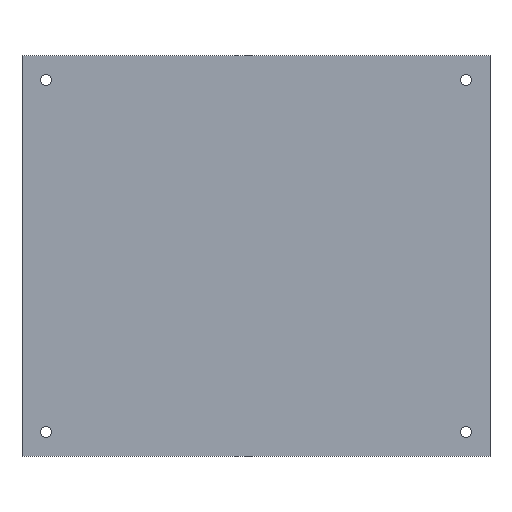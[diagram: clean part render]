
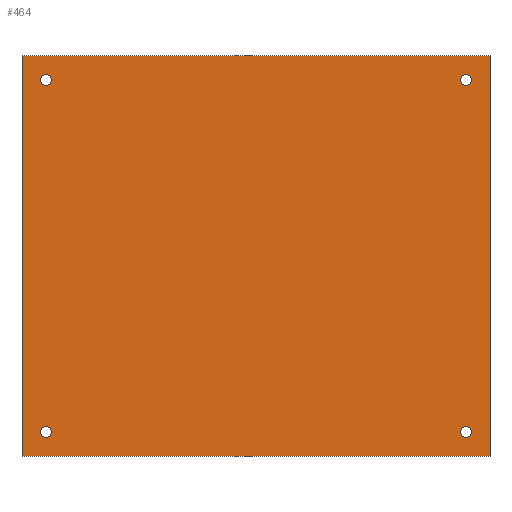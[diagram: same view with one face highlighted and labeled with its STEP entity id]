
A CAD part, front view. The second image highlights one B-rep face of the part: STEP entity #464.
In plain terms, the highlighted planar face has unit normal (0, -1, 0).
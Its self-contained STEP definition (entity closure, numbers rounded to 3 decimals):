
#217=CARTESIAN_POINT('',(130.5,0.,-109.5));
#218=DIRECTION('',(0.,-1.,0.));
#219=DIRECTION('',(1.,0.,0.));
#220=AXIS2_PLACEMENT_3D('',#217,#218,#219);
#222=CARTESIAN_POINT('',(130.5,0.,-109.5));
#223=DIRECTION('',(0.,-1.,0.));
#224=DIRECTION('',(-1.,0.,0.));
#225=AXIS2_PLACEMENT_3D('',#222,#223,#224);
#227=CARTESIAN_POINT('',(130.5,0.,109.5));
#228=DIRECTION('',(0.,1.,0.));
#229=DIRECTION('',(1.,0.,0.));
#230=AXIS2_PLACEMENT_3D('',#227,#228,#229);
#232=CARTESIAN_POINT('',(130.5,0.,109.5));
#233=DIRECTION('',(0.,1.,0.));
#234=DIRECTION('',(-1.,0.,0.));
#235=AXIS2_PLACEMENT_3D('',#232,#233,#234);
#237=CARTESIAN_POINT('',(-130.5,0.,109.5));
#238=DIRECTION('',(0.,-1.,0.));
#239=DIRECTION('',(-1.,0.,0.));
#240=AXIS2_PLACEMENT_3D('',#237,#238,#239);
#242=CARTESIAN_POINT('',(-130.5,0.,109.5));
#243=DIRECTION('',(0.,-1.,0.));
#244=DIRECTION('',(1.,0.,0.));
#245=AXIS2_PLACEMENT_3D('',#242,#243,#244);
#247=CARTESIAN_POINT('',(-130.5,0.,-109.5));
#248=DIRECTION('',(0.,1.,0.));
#249=DIRECTION('',(-1.,0.,0.));
#250=AXIS2_PLACEMENT_3D('',#247,#248,#249);
#252=CARTESIAN_POINT('',(-130.5,0.,-109.5));
#253=DIRECTION('',(0.,1.,0.));
#254=DIRECTION('',(1.,0.,0.));
#255=AXIS2_PLACEMENT_3D('',#252,#253,#254);
#329=DIRECTION('',(1.,0.,0.));
#330=VECTOR('',#329,291.);
#331=CARTESIAN_POINT('',(-145.5,0.,-124.5));
#332=LINE('',#331,#330);
#345=DIRECTION('',(0.,0.,-1.));
#346=VECTOR('',#345,249.);
#347=CARTESIAN_POINT('',(145.5,0.,124.5));
#348=LINE('',#347,#346);
#357=DIRECTION('',(-1.,0.,0.));
#358=VECTOR('',#357,291.);
#359=CARTESIAN_POINT('',(145.5,0.,124.5));
#360=LINE('',#359,#358);
#369=DIRECTION('',(0.,0.,-1.));
#370=VECTOR('',#369,249.);
#371=CARTESIAN_POINT('',(-145.5,0.,124.5));
#372=LINE('',#371,#370);
#377=CARTESIAN_POINT('',(-145.5,0.,-124.5));
#379=VERTEX_POINT('',#377);
#381=CARTESIAN_POINT('',(-145.5,0.,124.5));
#383=VERTEX_POINT('',#381);
#385=CARTESIAN_POINT('',(145.5,0.,-124.5));
#387=VERTEX_POINT('',#385);
#389=CARTESIAN_POINT('',(145.5,0.,124.5));
#391=VERTEX_POINT('',#389);
#393=CARTESIAN_POINT('',(-133.9,0.,-109.5));
#394=CARTESIAN_POINT('',(-127.1,0.,-109.5));
#395=VERTEX_POINT('',#393);
#396=VERTEX_POINT('',#394);
#401=CARTESIAN_POINT('',(-133.9,0.,109.5));
#402=CARTESIAN_POINT('',(-127.1,0.,109.5));
#403=VERTEX_POINT('',#401);
#404=VERTEX_POINT('',#402);
#409=CARTESIAN_POINT('',(133.9,0.,-109.5));
#410=CARTESIAN_POINT('',(127.1,0.,-109.5));
#411=VERTEX_POINT('',#409);
#412=VERTEX_POINT('',#410);
#417=CARTESIAN_POINT('',(133.9,0.,109.5));
#418=CARTESIAN_POINT('',(127.1,0.,109.5));
#419=VERTEX_POINT('',#417);
#420=VERTEX_POINT('',#418);
#425=CARTESIAN_POINT('',(0.,0.,0.));
#426=DIRECTION('',(0.,1.,0.));
#427=DIRECTION('',(1.,0.,0.));
#428=AXIS2_PLACEMENT_3D('',#425,#426,#427);
#429=PLANE('',#428);
#431=ORIENTED_EDGE('',*,*,#430,.F.);
#433=ORIENTED_EDGE('',*,*,#432,.T.);
#435=ORIENTED_EDGE('',*,*,#434,.F.);
#437=ORIENTED_EDGE('',*,*,#436,.F.);
#438=EDGE_LOOP('',(#431,#433,#435,#437));
#439=FACE_OUTER_BOUND('',#438,.F.);
#441=ORIENTED_EDGE('',*,*,#440,.F.);
#443=ORIENTED_EDGE('',*,*,#442,.F.);
#444=EDGE_LOOP('',(#441,#443));
#445=FACE_BOUND('',#444,.F.);
#447=ORIENTED_EDGE('',*,*,#446,.T.);
#449=ORIENTED_EDGE('',*,*,#448,.T.);
#450=EDGE_LOOP('',(#447,#449));
#451=FACE_BOUND('',#450,.F.);
#453=ORIENTED_EDGE('',*,*,#452,.T.);
#455=ORIENTED_EDGE('',*,*,#454,.T.);
#456=EDGE_LOOP('',(#453,#455));
#457=FACE_BOUND('',#456,.F.);
#459=ORIENTED_EDGE('',*,*,#458,.F.);
#461=ORIENTED_EDGE('',*,*,#460,.F.);
#462=EDGE_LOOP('',(#459,#461));
#463=FACE_BOUND('',#462,.F.);
#221=CIRCLE('',#220,3.4);
#226=CIRCLE('',#225,3.4);
#231=CIRCLE('',#230,3.4);
#236=CIRCLE('',#235,3.4);
#241=CIRCLE('',#240,3.4);
#246=CIRCLE('',#245,3.4);
#251=CIRCLE('',#250,3.4);
#256=CIRCLE('',#255,3.4);
#430=EDGE_CURVE('',#391,#383,#360,.T.);
#432=EDGE_CURVE('',#391,#387,#348,.T.);
#434=EDGE_CURVE('',#379,#387,#332,.T.);
#436=EDGE_CURVE('',#383,#379,#372,.T.);
#440=EDGE_CURVE('',#419,#420,#231,.T.);
#442=EDGE_CURVE('',#420,#419,#236,.T.);
#446=EDGE_CURVE('',#403,#404,#241,.T.);
#448=EDGE_CURVE('',#404,#403,#246,.T.);
#452=EDGE_CURVE('',#411,#412,#221,.T.);
#454=EDGE_CURVE('',#412,#411,#226,.T.);
#458=EDGE_CURVE('',#395,#396,#251,.T.);
#460=EDGE_CURVE('',#396,#395,#256,.T.);
#464=ADVANCED_FACE('',(#439,#445,#451,#457,#463),#429,.F.);
